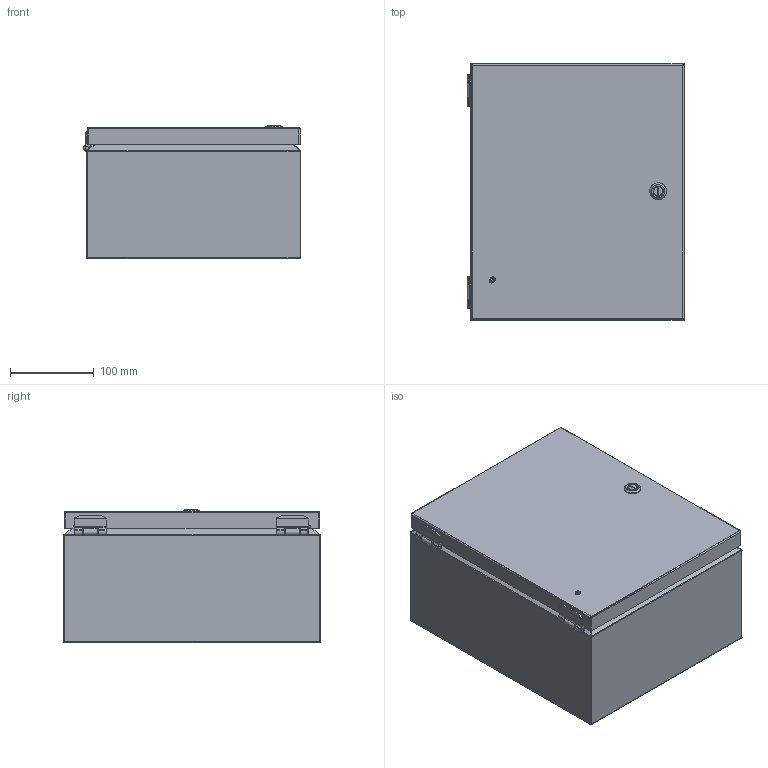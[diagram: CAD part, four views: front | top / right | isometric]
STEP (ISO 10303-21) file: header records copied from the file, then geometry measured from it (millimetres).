
FILE_DESCRIPTION (( 'STEP AP214' ), '1' );
FILE_NAME ('SCE-1210ELJ.STEP', '2021-01-14T21:28:49', ( '' ), ( '' ), 'SwSTEP 2.0', 'SolidWorks 2019', '' );
FILE_SCHEMA (( 'AUTOMOTIVE_DESIGN' ));
Length unit declared in the file: inch
Products named in the file (1): SCE-1210ELJ
Bounding box: 259.67 x 306.32 x 159.91 mm (x, y, z)
Volume: 706011.1 mm3; surface area: 873712.1 mm2
Topology: 34 solids, 36 shells, 1080 faces, 2594 edges, 1519 vertices
Faces by surface type: plane 395, cylinder 349, bspline 248, torus 48, cone 32, sphere 8
Full cylindrical faces by diameter (mm): 0.508 x2, 2.54 x2, 3.962 x2, 4.013 x2, 4.06 x4, 4.318 x4, 4.572 x2, 4.775 x6, 4.826 x5, 4.981 x1, 5.08 x1, 5.537 x2, 5.842 x2, 6.02 x2, 6.058 x1, 6.35 x4, 6.463 x1, 6.502 x2, 6.756 x2, 6.824 x1, 7.112 x4, 7.167 x1, 7.216 x4, 7.874 x1, 8.28 x1, 8.89 x1, 9.474 x4, 10.922 x1, 11.684 x1, 12.065 x1
Entity records: 59455 total; most frequent: CARTESIAN_POINT 22893, ORIENTED_EDGE 4668, DIRECTION 4090, EDGE_CURVE 2334, AXIS2_PLACEMENT_3D 1563, VERTEX_POINT 1482, EDGE_LOOP 1292, FACE_OUTER_BOUND 1177
